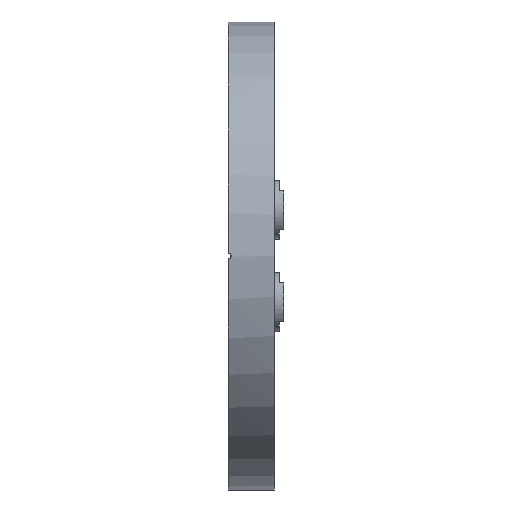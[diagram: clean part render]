
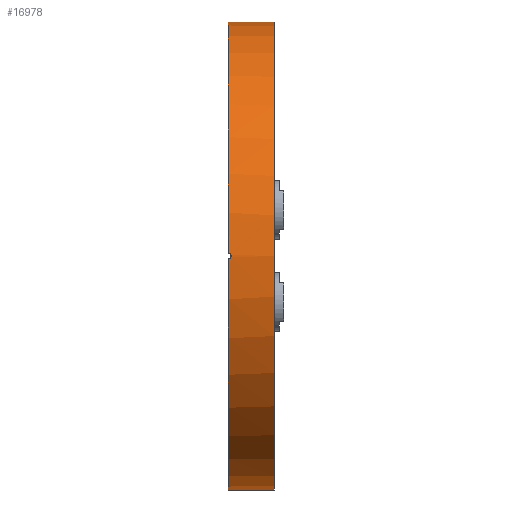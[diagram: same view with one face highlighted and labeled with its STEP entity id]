
A CAD part, left-side view. The second image highlights one B-rep face of the part: STEP entity #16978.
In plain terms, the highlighted cylindrical face has radius 76.2 mm (diameter 152.4 mm), a partial arc.
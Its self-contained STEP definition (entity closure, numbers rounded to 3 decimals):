
#163 = B_SPLINE_CURVE_WITH_KNOTS ( 'NONE', 3,
 ( #11164, #1494, #13798, #15422, #8545, #15067, #6992, #326, #12527, #16184, #9632, #15154, #16697, #4274, #5440, #10989 ),
 .UNSPECIFIED., .F., .F.,
 ( 4, 2, 2, 2, 2, 2, 2, 4 ),
 ( 0., 0., 0.001, 0.001, 0.002, 0.002, 0.002, 0.003 ),
 .UNSPECIFIED. ) ;
#326 = CARTESIAN_POINT ( 'NONE',  ( -76.2, -0.974, 0.263 ) ) ;
#1081 = EDGE_CURVE ( 'NONE', #12795, #5170, #9750, .T. ) ;
#1131 = AXIS2_PLACEMENT_3D ( 'NONE', #8789, #15941, #4605 ) ;
#1184 = CARTESIAN_POINT ( 'NONE',  ( 0., 0., 76.2 ) ) ;
#1288 = DIRECTION ( 'NONE',  ( 0., 0., 1. ) ) ;
#1494 = CARTESIAN_POINT ( 'NONE',  ( -76.193, -0.132, 1. ) ) ;
#1806 = ORIENTED_EDGE ( 'NONE', *, *, #1861, .F. ) ;
#1861 = EDGE_CURVE ( 'NONE', #6302, #3399, #11559, .T. ) ;
#2006 = CARTESIAN_POINT ( 'NONE',  ( 0., 0., 0. ) ) ;
#2020 = CARTESIAN_POINT ( 'NONE',  ( 0., -15., -76.2 ) ) ;
#2178 = DIRECTION ( 'NONE',  ( 0., 0., 1. ) ) ;
#2187 = FACE_OUTER_BOUND ( 'NONE', #8467, .T. ) ;
#2259 = CARTESIAN_POINT ( 'NONE',  ( -76.193, 0., 1. ) ) ;
#2280 = CARTESIAN_POINT ( 'NONE',  ( 0., -15., 0. ) ) ;
#3341 = ORIENTED_EDGE ( 'NONE', *, *, #7395, .T. ) ;
#3399 = VERTEX_POINT ( 'NONE', #1184 ) ;
#3428 = CIRCLE ( 'NONE', #8050, 76.2 ) ;
#3523 = DIRECTION ( 'NONE',  ( 0., 1., 0. ) ) ;
#4274 = CARTESIAN_POINT ( 'NONE',  ( -76.195, -0.521, -0.893 ) ) ;
#4309 = DIRECTION ( 'NONE',  ( 0., 1., 0. ) ) ;
#4605 = DIRECTION ( 'NONE',  ( 0., 0., 1. ) ) ;
#4750 = VERTEX_POINT ( 'NONE', #9518 ) ;
#4776 = CYLINDRICAL_SURFACE ( 'NONE', #1131, 76.2 ) ;
#5100 = CIRCLE ( 'NONE', #15837, 76.2 ) ;
#5170 = VERTEX_POINT ( 'NONE', #17509 ) ;
#5440 = CARTESIAN_POINT ( 'NONE',  ( -76.193, -0.264, -1. ) ) ;
#5699 = EDGE_CURVE ( 'NONE', #6302, #15070, #163, .T. ) ;
#6302 = VERTEX_POINT ( 'NONE', #2259 ) ;
#6902 = ORIENTED_EDGE ( 'NONE', *, *, #15679, .F. ) ;
#6992 = CARTESIAN_POINT ( 'NONE',  ( -76.198, -0.874, 0.503 ) ) ;
#7395 = EDGE_CURVE ( 'NONE', #4750, #3399, #11768, .T. ) ;
#8050 = AXIS2_PLACEMENT_3D ( 'NONE', #8154, #13671, #1288 ) ;
#8154 = CARTESIAN_POINT ( 'NONE',  ( 0., 0., 0. ) ) ;
#8467 = EDGE_LOOP ( 'NONE', ( #13186, #15037, #3341, #1806, #11974, #6902 ) ) ;
#8545 = CARTESIAN_POINT ( 'NONE',  ( -76.196, -0.615, 0.799 ) ) ;
#8789 = CARTESIAN_POINT ( 'NONE',  ( 0., -15., 0. ) ) ;
#9518 = CARTESIAN_POINT ( 'NONE',  ( 0., -15., 76.2 ) ) ;
#9632 = CARTESIAN_POINT ( 'NONE',  ( -76.2, -0.974, -0.261 ) ) ;
#9750 = LINE ( 'NONE', #9840, #16745 ) ;
#9840 = CARTESIAN_POINT ( 'NONE',  ( 0., -15., -76.2 ) ) ;
#9877 = VECTOR ( 'NONE', #3523, 1000. ) ;
#10312 = CARTESIAN_POINT ( 'NONE',  ( 0., -15., 76.2 ) ) ;
#10989 = CARTESIAN_POINT ( 'NONE',  ( -76.193, 0., -1. ) ) ;
#11164 = CARTESIAN_POINT ( 'NONE',  ( -76.193, 0., 1. ) ) ;
#11559 = CIRCLE ( 'NONE', #13878, 76.2 ) ;
#11768 = LINE ( 'NONE', #10312, #9877 ) ;
#11974 = ORIENTED_EDGE ( 'NONE', *, *, #5699, .T. ) ;
#12527 = CARTESIAN_POINT ( 'NONE',  ( -76.2, -1., 0.131 ) ) ;
#12795 = VERTEX_POINT ( 'NONE', #2020 ) ;
#13186 = ORIENTED_EDGE ( 'NONE', *, *, #1081, .F. ) ;
#13396 = DIRECTION ( 'NONE',  ( 0., 0., 1. ) ) ;
#13671 = DIRECTION ( 'NONE',  ( 0., 1., 0. ) ) ;
#13798 = CARTESIAN_POINT ( 'NONE',  ( -76.194, -0.262, 0.974 ) ) ;
#13878 = AXIS2_PLACEMENT_3D ( 'NONE', #2006, #14660, #2178 ) ;
#14566 = EDGE_CURVE ( 'NONE', #12795, #4750, #5100, .T. ) ;
#14660 = DIRECTION ( 'NONE',  ( 0., 1., 0. ) ) ;
#15034 = DIRECTION ( 'NONE',  ( 0., 1., 0. ) ) ;
#15037 = ORIENTED_EDGE ( 'NONE', *, *, #14566, .T. ) ;
#15067 = CARTESIAN_POINT ( 'NONE',  ( -76.198, -0.799, 0.615 ) ) ;
#15070 = VERTEX_POINT ( 'NONE', #15272 ) ;
#15154 = CARTESIAN_POINT ( 'NONE',  ( -76.198, -0.874, -0.503 ) ) ;
#15272 = CARTESIAN_POINT ( 'NONE',  ( -76.193, 0., -1. ) ) ;
#15422 = CARTESIAN_POINT ( 'NONE',  ( -76.195, -0.504, 0.874 ) ) ;
#15679 = EDGE_CURVE ( 'NONE', #5170, #15070, #3428, .T. ) ;
#15837 = AXIS2_PLACEMENT_3D ( 'NONE', #2280, #15034, #13396 ) ;
#15941 = DIRECTION ( 'NONE',  ( 0., 1., 0. ) ) ;
#16184 = CARTESIAN_POINT ( 'NONE',  ( -76.2, -1., -0.13 ) ) ;
#16697 = CARTESIAN_POINT ( 'NONE',  ( -76.198, -0.801, -0.613 ) ) ;
#16745 = VECTOR ( 'NONE', #4309, 1000. ) ;
#16978 = ADVANCED_FACE ( 'NONE', ( #2187 ), #4776, .T. ) ;
#17509 = CARTESIAN_POINT ( 'NONE',  ( 0., 0., -76.2 ) ) ;
